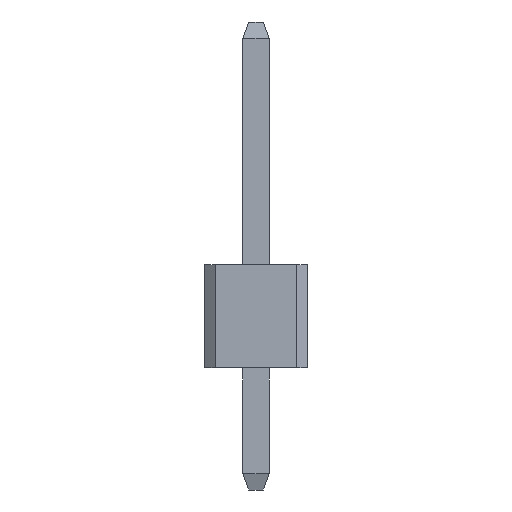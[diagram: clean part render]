
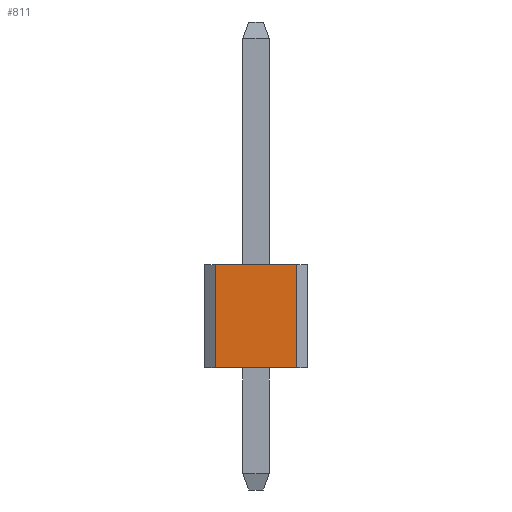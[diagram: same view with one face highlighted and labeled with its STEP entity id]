
A CAD part, front view. The second image highlights one B-rep face of the part: STEP entity #811.
In plain terms, the highlighted planar face has unit normal (0, -1, 0).
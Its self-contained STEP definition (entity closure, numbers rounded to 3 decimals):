
#40 = CARTESIAN_POINT ( 'NONE',  ( 1., -1.27, 3. ) ) ;
#45 = DIRECTION ( 'NONE',  ( 0., 0., -1. ) ) ;
#118 = VECTOR ( 'NONE', #1229, 1000. ) ;
#194 = EDGE_CURVE ( 'NONE', #633, #1069, #778, .T. ) ;
#218 = CARTESIAN_POINT ( 'NONE',  ( -1., -1.27, 5.54 ) ) ;
#244 = VECTOR ( 'NONE', #463, 1000. ) ;
#250 = DIRECTION ( 'NONE',  ( -1., 0., 0. ) ) ;
#371 = PLANE ( 'NONE',  #990 ) ;
#381 = VECTOR ( 'NONE', #250, 1000. ) ;
#396 = ORIENTED_EDGE ( 'NONE', *, *, #194, .T. ) ;
#463 = DIRECTION ( 'NONE',  ( 0., 0., -1. ) ) ;
#477 = LINE ( 'NONE', #1130, #772 ) ;
#570 = CARTESIAN_POINT ( 'NONE',  ( -1., -1.27, 5.54 ) ) ;
#593 = FACE_OUTER_BOUND ( 'NONE', #1311, .T. ) ;
#633 = VERTEX_POINT ( 'NONE', #910 ) ;
#646 = ORIENTED_EDGE ( 'NONE', *, *, #1175, .F. ) ;
#691 = CARTESIAN_POINT ( 'NONE',  ( -1., -1.27, 5.54 ) ) ;
#704 = DIRECTION ( 'NONE',  ( -1., 0., 0. ) ) ;
#721 = ORIENTED_EDGE ( 'NONE', *, *, #1156, .F. ) ;
#772 = VECTOR ( 'NONE', #704, 1000. ) ;
#778 = LINE ( 'NONE', #218, #244 ) ;
#787 = CARTESIAN_POINT ( 'NONE',  ( -1., -1.27, 3. ) ) ;
#799 = LINE ( 'NONE', #1122, #118 ) ;
#803 = DIRECTION ( 'NONE',  ( 0., -1., 0. ) ) ;
#811 = ADVANCED_FACE ( 'NONE', ( #593 ), #371, .T. ) ;
#910 = CARTESIAN_POINT ( 'NONE',  ( -1., -1.27, 5.54 ) ) ;
#990 = AXIS2_PLACEMENT_3D ( 'NONE', #691, #803, #45 ) ;
#1024 = CARTESIAN_POINT ( 'NONE',  ( 1., -1.27, 5.54 ) ) ;
#1048 = EDGE_CURVE ( 'NONE', #1088, #633, #1216, .T. ) ;
#1069 = VERTEX_POINT ( 'NONE', #787 ) ;
#1088 = VERTEX_POINT ( 'NONE', #1024 ) ;
#1122 = CARTESIAN_POINT ( 'NONE',  ( 1., -1.27, 5.54 ) ) ;
#1130 = CARTESIAN_POINT ( 'NONE',  ( -1., -1.27, 3. ) ) ;
#1156 = EDGE_CURVE ( 'NONE', #1277, #1069, #477, .T. ) ;
#1175 = EDGE_CURVE ( 'NONE', #1088, #1277, #799, .T. ) ;
#1216 = LINE ( 'NONE', #570, #381 ) ;
#1229 = DIRECTION ( 'NONE',  ( 0., 0., -1. ) ) ;
#1277 = VERTEX_POINT ( 'NONE', #40 ) ;
#1280 = ORIENTED_EDGE ( 'NONE', *, *, #1048, .T. ) ;
#1311 = EDGE_LOOP ( 'NONE', ( #721, #646, #1280, #396 ) ) ;
